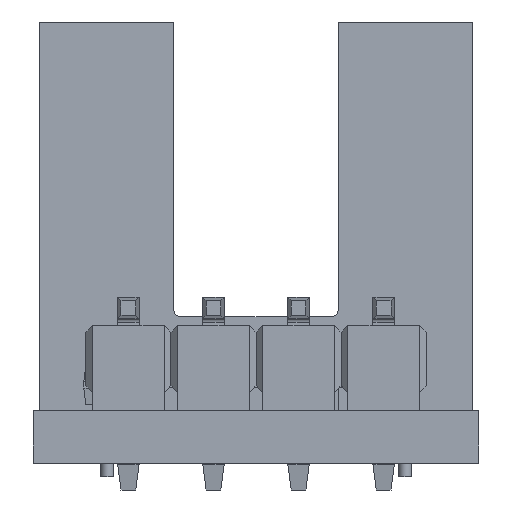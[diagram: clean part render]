
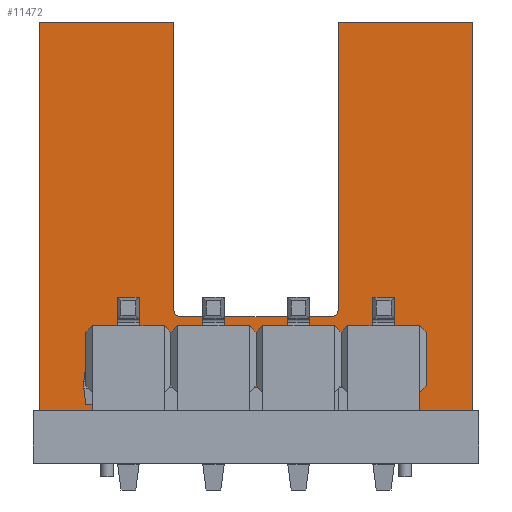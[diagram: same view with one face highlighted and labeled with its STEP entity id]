
A CAD part, front view. The second image highlights one B-rep face of the part: STEP entity #11472.
In plain terms, the highlighted planar face has unit normal (0, -1, 0).
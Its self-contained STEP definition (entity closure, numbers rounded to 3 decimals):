
#277=CIRCLE('',#12455,0.2);
#280=CIRCLE('',#12459,0.2);
#1024=FACE_OUTER_BOUND('',#1761,.T.);
#1761=EDGE_LOOP('',(#9129,#9130,#9131,#9132,#9133,#9134,#9135,#9136,#9137,
#9138));
#2746=LINE('',#17899,#4075);
#2770=LINE('',#17946,#4099);
#2796=LINE('',#17999,#4125);
#2809=LINE('',#18024,#4138);
#2816=LINE('',#18046,#4145);
#2822=LINE('',#18059,#4151);
#2823=LINE('',#18060,#4152);
#2824=LINE('',#18061,#4153);
#4075=VECTOR('',#14607,10.);
#4099=VECTOR('',#14641,10.);
#4125=VECTOR('',#14681,10.);
#4138=VECTOR('',#14704,10.);
#4145=VECTOR('',#14725,10.);
#4151=VECTOR('',#14741,10.);
#4152=VECTOR('',#14742,10.);
#4153=VECTOR('',#14743,10.);
#5282=VERTEX_POINT('',#17896);
#5283=VERTEX_POINT('',#17898);
#5301=VERTEX_POINT('',#17945);
#5320=VERTEX_POINT('',#17996);
#5321=VERTEX_POINT('',#17998);
#5328=VERTEX_POINT('',#18022);
#5329=VERTEX_POINT('',#18026);
#5333=VERTEX_POINT('',#18036);
#5334=VERTEX_POINT('',#18038);
#5336=VERTEX_POINT('',#18044);
#6586=EDGE_CURVE('',#5282,#5283,#2746,.T.);
#6610=EDGE_CURVE('',#5283,#5301,#2770,.T.);
#6636=EDGE_CURVE('',#5320,#5321,#2796,.T.);
#6649=EDGE_CURVE('',#5328,#5320,#2809,.T.);
#6650=EDGE_CURVE('',#5329,#5282,#277,.T.);
#6656=EDGE_CURVE('',#5333,#5334,#280,.T.);
#6660=EDGE_CURVE('',#5333,#5336,#2816,.T.);
#6666=EDGE_CURVE('',#5321,#5336,#2822,.T.);
#6667=EDGE_CURVE('',#5328,#5301,#2823,.T.);
#6668=EDGE_CURVE('',#5334,#5329,#2824,.T.);
#9129=ORIENTED_EDGE('',*,*,#6660,.T.);
#9130=ORIENTED_EDGE('',*,*,#6666,.F.);
#9131=ORIENTED_EDGE('',*,*,#6636,.F.);
#9132=ORIENTED_EDGE('',*,*,#6649,.F.);
#9133=ORIENTED_EDGE('',*,*,#6667,.T.);
#9134=ORIENTED_EDGE('',*,*,#6610,.F.);
#9135=ORIENTED_EDGE('',*,*,#6586,.F.);
#9136=ORIENTED_EDGE('',*,*,#6650,.F.);
#9137=ORIENTED_EDGE('',*,*,#6668,.F.);
#9138=ORIENTED_EDGE('',*,*,#6656,.F.);
#10817=PLANE('',#12465);
#11472=ADVANCED_FACE('',(#1024),#10817,.T.);
#12455=AXIS2_PLACEMENT_3D('',#18027,#14707,#14708);
#12459=AXIS2_PLACEMENT_3D('',#18039,#14718,#14719);
#12465=AXIS2_PLACEMENT_3D('',#18058,#14739,#14740);
#14607=DIRECTION('',(0.,0.,1.));
#14641=DIRECTION('',(1.,0.,0.));
#14681=DIRECTION('',(0.,0.,1.));
#14704=DIRECTION('',(-1.,0.,0.));
#14707=DIRECTION('center_axis',(0.,-1.,0.));
#14708=DIRECTION('ref_axis',(0.707,0.,-0.707));
#14718=DIRECTION('center_axis',(0.,-1.,0.));
#14719=DIRECTION('ref_axis',(-0.707,0.,-0.707));
#14725=DIRECTION('',(0.,0.,1.));
#14739=DIRECTION('center_axis',(0.,-1.,0.));
#14740=DIRECTION('ref_axis',(1.,0.,0.));
#14741=DIRECTION('',(1.,0.,0.));
#14742=DIRECTION('',(0.,0.,1.));
#14743=DIRECTION('',(1.,0.,0.));
#17896=CARTESIAN_POINT('',(9.1,24.8,4.57));
#17898=CARTESIAN_POINT('',(9.1,24.8,13.17));
#17899=CARTESIAN_POINT('',(9.1,24.8,1.57));
#17945=CARTESIAN_POINT('',(13.1,24.8,13.17));
#17946=CARTESIAN_POINT('',(9.1,24.8,13.17));
#17996=CARTESIAN_POINT('',(0.2,24.8,1.57));
#17998=CARTESIAN_POINT('',(0.2,24.8,13.17));
#17999=CARTESIAN_POINT('',(0.2,24.8,1.57));
#18022=CARTESIAN_POINT('',(13.1,24.8,1.57));
#18024=CARTESIAN_POINT('',(4.2,24.8,1.57));
#18026=CARTESIAN_POINT('',(8.9,24.8,4.37));
#18027=CARTESIAN_POINT('Origin',(8.9,24.8,4.57));
#18036=CARTESIAN_POINT('',(4.2,24.8,4.57));
#18038=CARTESIAN_POINT('',(4.4,24.8,4.37));
#18039=CARTESIAN_POINT('Origin',(4.4,24.8,4.57));
#18044=CARTESIAN_POINT('',(4.2,24.8,13.17));
#18046=CARTESIAN_POINT('',(4.2,24.8,1.57));
#18058=CARTESIAN_POINT('Origin',(0.2,24.8,1.57));
#18059=CARTESIAN_POINT('',(4.2,24.8,13.17));
#18060=CARTESIAN_POINT('',(13.1,24.8,1.57));
#18061=CARTESIAN_POINT('',(4.2,24.8,4.37));
